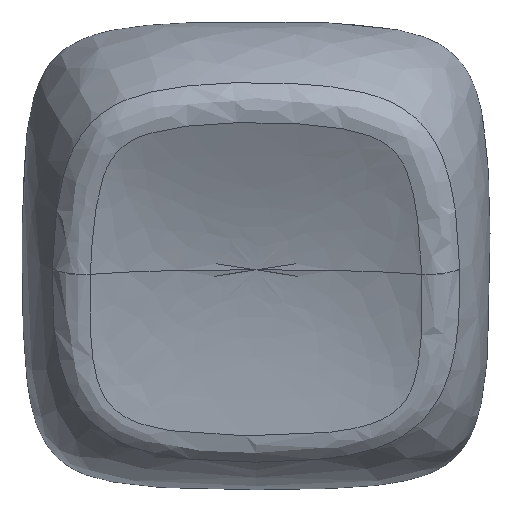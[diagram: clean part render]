
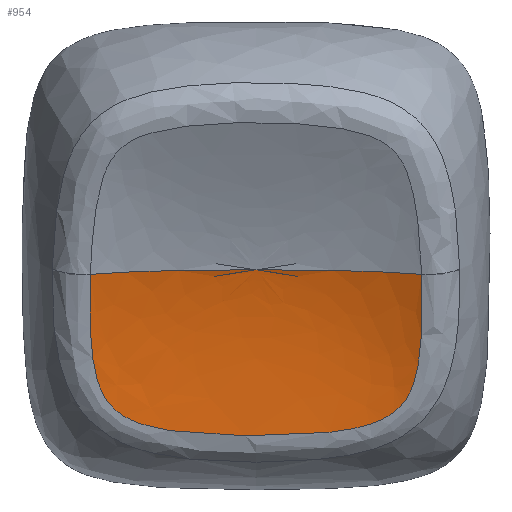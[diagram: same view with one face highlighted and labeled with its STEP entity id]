
A CAD part, top view. The second image highlights one B-rep face of the part: STEP entity #954.
In plain terms, the highlighted free-form (B-spline) face has degree [3, 3] with [10, 5] control points.
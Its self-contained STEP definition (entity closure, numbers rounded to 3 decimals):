
#15=(
BOUNDED_CURVE()
B_SPLINE_CURVE(5,(#4229,#4230,#4231,#4232,#4233,#4234,#4235,#4236,#4237),
 .UNSPECIFIED.,.F.,.F.)
B_SPLINE_CURVE_WITH_KNOTS((6,1,1,1,6),(0.215,0.4,0.6,0.8,1.),
 .UNSPECIFIED.)
CURVE()
GEOMETRIC_REPRESENTATION_ITEM()
RATIONAL_B_SPLINE_CURVE((1.,1.,1.,1.,1.,1.,1.,1.,1.))
REPRESENTATION_ITEM('')
);
#16=(
BOUNDED_CURVE()
B_SPLINE_CURVE(5,(#4238,#4239,#4240,#4241,#4242,#4243,#4244,#4245,#4246),
 .UNSPECIFIED.,.F.,.F.)
B_SPLINE_CURVE_WITH_KNOTS((6,1,1,1,6),(0.215,0.4,0.6,0.8,1.),
 .UNSPECIFIED.)
CURVE()
GEOMETRIC_REPRESENTATION_ITEM()
RATIONAL_B_SPLINE_CURVE((1.,1.,1.,1.,1.,1.,1.,1.,1.))
REPRESENTATION_ITEM('')
);
#22=B_SPLINE_SURFACE_WITH_KNOTS('',3,3,((#4178,#4179,#4180,#4181,#4182),
(#4183,#4184,#4185,#4186,#4187),(#4188,#4189,#4190,#4191,#4192),(#4193,
#4194,#4195,#4196,#4197),(#4198,#4199,#4200,#4201,#4202),(#4203,#4204,#4205,
#4206,#4207),(#4208,#4209,#4210,#4211,#4212),(#4213,#4214,#4215,#4216,#4217),
(#4218,#4219,#4220,#4221,#4222),(#4223,#4224,#4225,#4226,#4227)),
 .UNSPECIFIED.,.F.,.F.,.F.,(4,1,1,1,1,1,1,4),(4,1,4),(0.,0.143,
0.286,0.429,0.571,0.714,
0.857,1.),(0.083,0.476,1.),
 .UNSPECIFIED.);
#69=B_SPLINE_CURVE_WITH_KNOTS('',3,(#3687,#3688,#3689,#3690,#3691,#3692,
#3693,#3694,#3695,#3696,#3697,#3698,#3699,#3700,#3701,#3702,#3703,#3704,
#3705,#3706,#3707,#3708,#3709,#3710,#3711,#3712),.UNSPECIFIED.,.F.,.F.,
(4,2,1,2,1,1,1,1,1,1,1,1,1,1,1,1,2,1,2,4),(-2.322,-2.317,
-2.155,-1.993,-1.889,-1.785,
-1.681,-1.577,-1.473,-1.369,
-1.161,-0.953,-0.745,-0.641,
-0.537,-0.434,-0.33,-0.167,
-0.005,0.),.UNSPECIFIED.);
#146=FACE_OUTER_BOUND('',#196,.T.);
#196=EDGE_LOOP('',(#874,#875,#876));
#440=VERTEX_POINT('',#3640);
#446=VERTEX_POINT('',#3685);
#450=VERTEX_POINT('',#4228);
#587=EDGE_CURVE('',#446,#440,#69,.T.);
#594=EDGE_CURVE('',#446,#450,#15,.T.);
#595=EDGE_CURVE('',#440,#450,#16,.T.);
#874=ORIENTED_EDGE('',*,*,#587,.F.);
#875=ORIENTED_EDGE('',*,*,#594,.T.);
#876=ORIENTED_EDGE('',*,*,#595,.F.);
#954=ADVANCED_FACE('',(#146),#22,.F.);
#3640=CARTESIAN_POINT('',(-6.37,-0.728,7.017));
#3685=CARTESIAN_POINT('',(6.37,-0.728,7.017));
#3687=CARTESIAN_POINT('Ctrl Pts',(6.37,-0.728,7.017));
#3688=CARTESIAN_POINT('Ctrl Pts',(6.371,-0.744,7.013));
#3689=CARTESIAN_POINT('Ctrl Pts',(6.372,-0.759,7.009));
#3690=CARTESIAN_POINT('Ctrl Pts',(6.391,-1.289,6.874));
#3691=CARTESIAN_POINT('Ctrl Pts',(6.402,-2.324,6.614));
#3692=CARTESIAN_POINT('Ctrl Pts',(6.352,-3.342,6.377));
#3693=CARTESIAN_POINT('Ctrl Pts',(6.25,-4.16,6.196));
#3694=CARTESIAN_POINT('Ctrl Pts',(6.14,-4.79,6.062));
#3695=CARTESIAN_POINT('Ctrl Pts',(5.76,-5.67,5.876));
#3696=CARTESIAN_POINT('Ctrl Pts',(5.013,-6.285,5.728));
#3697=CARTESIAN_POINT('Ctrl Pts',(4.078,-6.605,5.64));
#3698=CARTESIAN_POINT('Ctrl Pts',(3.08,-6.782,5.59));
#3699=CARTESIAN_POINT('Ctrl Pts',(1.724,-6.907,5.554));
#3700=CARTESIAN_POINT('Ctrl Pts',(-0.002,-6.952,
5.541));
#3701=CARTESIAN_POINT('Ctrl Pts',(-2.065,-6.897,5.557));
#3702=CARTESIAN_POINT('Ctrl Pts',(-3.762,-6.709,5.611));
#3703=CARTESIAN_POINT('Ctrl Pts',(-5.014,-6.285,5.728));
#3704=CARTESIAN_POINT('Ctrl Pts',(-5.761,-5.667,5.877));
#3705=CARTESIAN_POINT('Ctrl Pts',(-6.139,-4.79,6.062));
#3706=CARTESIAN_POINT('Ctrl Pts',(-6.25,-4.16,6.196));
#3707=CARTESIAN_POINT('Ctrl Pts',(-6.352,-3.342,6.377));
#3708=CARTESIAN_POINT('Ctrl Pts',(-6.402,-2.324,6.614));
#3709=CARTESIAN_POINT('Ctrl Pts',(-6.391,-1.289,6.874));
#3710=CARTESIAN_POINT('Ctrl Pts',(-6.372,-0.759,7.009));
#3711=CARTESIAN_POINT('Ctrl Pts',(-6.371,-0.744,
7.013));
#3712=CARTESIAN_POINT('Ctrl Pts',(-6.37,-0.728,
7.017));
#4178=CARTESIAN_POINT('Ctrl Pts',(6.935,-0.778,7.203));
#4179=CARTESIAN_POINT('Ctrl Pts',(6.413,-0.727,7.013));
#4180=CARTESIAN_POINT('Ctrl Pts',(4.986,-0.616,6.6));
#4181=CARTESIAN_POINT('Ctrl Pts',(2.405,-0.552,6.359));
#4182=CARTESIAN_POINT('Ctrl Pts',(0.,-0.552,
6.359));
#4183=CARTESIAN_POINT('Ctrl Pts',(6.935,-2.007,6.873));
#4184=CARTESIAN_POINT('Ctrl Pts',(6.413,-1.78,6.731));
#4185=CARTESIAN_POINT('Ctrl Pts',(4.986,-1.26,6.428));
#4186=CARTESIAN_POINT('Ctrl Pts',(2.405,-0.786,6.296));
#4187=CARTESIAN_POINT('Ctrl Pts',(0.,-0.552,
6.359));
#4188=CARTESIAN_POINT('Ctrl Pts',(6.763,-4.434,6.223));
#4189=CARTESIAN_POINT('Ctrl Pts',(6.259,-3.887,6.166));
#4190=CARTESIAN_POINT('Ctrl Pts',(4.772,-2.521,6.09));
#4191=CARTESIAN_POINT('Ctrl Pts',(2.209,-1.187,6.188));
#4192=CARTESIAN_POINT('Ctrl Pts',(0.,-0.552,
6.359));
#4193=CARTESIAN_POINT('Ctrl Pts',(5.438,-6.401,5.696));
#4194=CARTESIAN_POINT('Ctrl Pts',(5.045,-5.561,5.717));
#4195=CARTESIAN_POINT('Ctrl Pts',(3.651,-3.556,5.812));
#4196=CARTESIAN_POINT('Ctrl Pts',(1.494,-1.589,6.081));
#4197=CARTESIAN_POINT('Ctrl Pts',(0.,-0.552,
6.359));
#4198=CARTESIAN_POINT('Ctrl Pts',(2.244,-6.996,5.537));
#4199=CARTESIAN_POINT('Ctrl Pts',(2.085,-6.034,5.591));
#4200=CARTESIAN_POINT('Ctrl Pts',(1.447,-3.883,5.725));
#4201=CARTESIAN_POINT('Ctrl Pts',(0.526,-1.789,6.027));
#4202=CARTESIAN_POINT('Ctrl Pts',(0.,-0.552,
6.359));
#4203=CARTESIAN_POINT('Ctrl Pts',(-2.25,-6.995,5.537));
#4204=CARTESIAN_POINT('Ctrl Pts',(-2.092,-6.033,5.591));
#4205=CARTESIAN_POINT('Ctrl Pts',(-1.45,-3.882,5.725));
#4206=CARTESIAN_POINT('Ctrl Pts',(-0.526,-1.789,
6.027));
#4207=CARTESIAN_POINT('Ctrl Pts',(0.,-0.552,
6.359));
#4208=CARTESIAN_POINT('Ctrl Pts',(-5.432,-6.4,5.696));
#4209=CARTESIAN_POINT('Ctrl Pts',(-5.039,-5.56,5.718));
#4210=CARTESIAN_POINT('Ctrl Pts',(-3.648,-3.555,5.813));
#4211=CARTESIAN_POINT('Ctrl Pts',(-1.494,-1.589,6.081));
#4212=CARTESIAN_POINT('Ctrl Pts',(0.,-0.552,
6.359));
#4213=CARTESIAN_POINT('Ctrl Pts',(-6.762,-4.434,6.223));
#4214=CARTESIAN_POINT('Ctrl Pts',(-6.259,-3.887,6.166));
#4215=CARTESIAN_POINT('Ctrl Pts',(-4.772,-2.521,6.09));
#4216=CARTESIAN_POINT('Ctrl Pts',(-2.209,-1.187,6.188));
#4217=CARTESIAN_POINT('Ctrl Pts',(0.,-0.552,
6.359));
#4218=CARTESIAN_POINT('Ctrl Pts',(-6.935,-2.007,6.873));
#4219=CARTESIAN_POINT('Ctrl Pts',(-6.413,-1.78,6.731));
#4220=CARTESIAN_POINT('Ctrl Pts',(-4.986,-1.26,6.428));
#4221=CARTESIAN_POINT('Ctrl Pts',(-2.405,-0.786,6.296));
#4222=CARTESIAN_POINT('Ctrl Pts',(0.,-0.552,
6.359));
#4223=CARTESIAN_POINT('Ctrl Pts',(-6.935,-0.778,7.203));
#4224=CARTESIAN_POINT('Ctrl Pts',(-6.413,-0.727,
7.013));
#4225=CARTESIAN_POINT('Ctrl Pts',(-4.986,-0.616,6.6));
#4226=CARTESIAN_POINT('Ctrl Pts',(-2.405,-0.552,6.359));
#4227=CARTESIAN_POINT('Ctrl Pts',(0.,-0.552,
6.359));
#4228=CARTESIAN_POINT('',(0.,-0.552,6.359));
#4229=CARTESIAN_POINT('Ctrl Pts',(6.37,-0.728,7.017));
#4230=CARTESIAN_POINT('Ctrl Pts',(6.2,-0.714,6.967));
#4231=CARTESIAN_POINT('Ctrl Pts',(5.83,-0.687,6.864));
#4232=CARTESIAN_POINT('Ctrl Pts',(5.206,-0.648,6.718));
#4233=CARTESIAN_POINT('Ctrl Pts',(4.214,-0.601,6.544));
#4234=CARTESIAN_POINT('Ctrl Pts',(2.885,-0.568,6.421));
#4235=CARTESIAN_POINT('Ctrl Pts',(1.576,-0.555,6.37));
#4236=CARTESIAN_POINT('Ctrl Pts',(0.551,-0.552,
6.359));
#4237=CARTESIAN_POINT('Ctrl Pts',(0.,-0.552,
6.359));
#4238=CARTESIAN_POINT('Ctrl Pts',(-6.37,-0.728,
7.017));
#4239=CARTESIAN_POINT('Ctrl Pts',(-6.2,-0.714,
6.967));
#4240=CARTESIAN_POINT('Ctrl Pts',(-5.83,-0.687,
6.864));
#4241=CARTESIAN_POINT('Ctrl Pts',(-5.206,-0.648,
6.718));
#4242=CARTESIAN_POINT('Ctrl Pts',(-4.214,-0.601,
6.544));
#4243=CARTESIAN_POINT('Ctrl Pts',(-2.885,-0.568,6.421));
#4244=CARTESIAN_POINT('Ctrl Pts',(-1.576,-0.555,
6.37));
#4245=CARTESIAN_POINT('Ctrl Pts',(-0.551,-0.552,
6.359));
#4246=CARTESIAN_POINT('Ctrl Pts',(0.,-0.552,
6.359));
